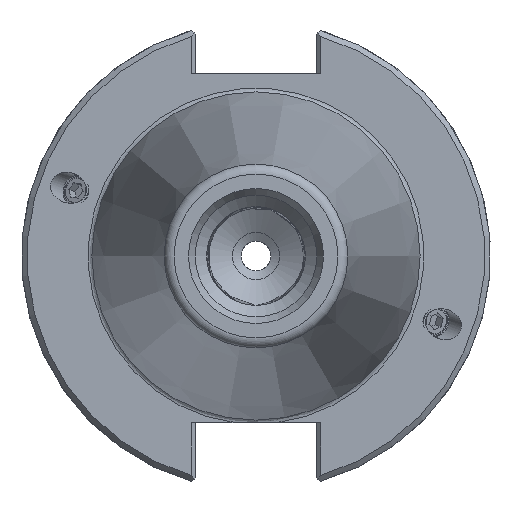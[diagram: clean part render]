
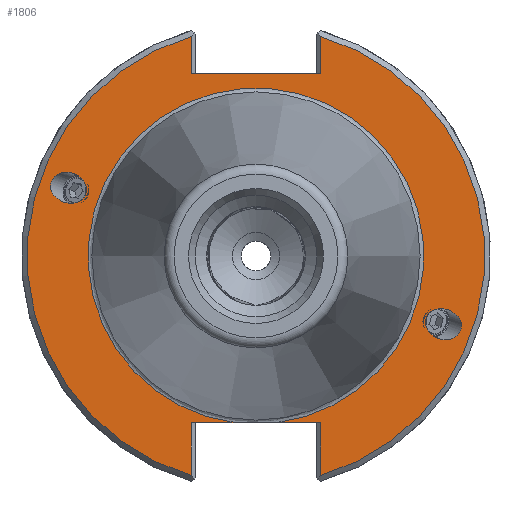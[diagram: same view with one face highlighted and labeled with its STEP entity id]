
A CAD part, left-side view. The second image highlights one B-rep face of the part: STEP entity #1806.
In plain terms, the highlighted planar face has unit normal (-1, 0, 0).
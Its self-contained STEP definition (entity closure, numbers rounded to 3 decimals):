
#642=CARTESIAN_POINT('',(3.175,-23.02,-8.379));
#643=VERTEX_POINT('',#642);
#644=CARTESIAN_POINT('',(3.175,-25.372,-9.235));
#645=DIRECTION('',(1.0,0.0,0.0));
#646=DIRECTION('',(0.0,-0.94,-0.342));
#647=AXIS2_PLACEMENT_3D('',#644,#645,#646);
#648=ELLIPSE('',#647,2.503,2.05);
#649=EDGE_CURVE('',#643,#643,#648,.T.);
#722=CARTESIAN_POINT('',(3.175,23.02,8.379));
#723=VERTEX_POINT('',#722);
#724=CARTESIAN_POINT('',(3.175,25.372,9.235));
#725=DIRECTION('',(1.0,0.0,0.0));
#726=DIRECTION('',(0.0,0.94,0.342));
#727=AXIS2_PLACEMENT_3D('',#724,#725,#726);
#728=ELLIPSE('',#727,2.503,2.05);
#729=EDGE_CURVE('',#723,#723,#728,.T.);
#1140=CARTESIAN_POINT('',(3.175,8.763,24.689));
#1141=VERTEX_POINT('',#1140);
#1148=CARTESIAN_POINT('',(3.175,-8.763,24.689));
#1149=VERTEX_POINT('',#1148);
#1150=CARTESIAN_POINT('',(3.175,8.763,24.689));
#1151=DIRECTION('',(0.0,-1.0,0.0));
#1152=VECTOR('',#1151,17.526);
#1153=LINE('',#1150,#1152);
#1154=EDGE_CURVE('',#1141,#1149,#1153,.T.);
#1676=CARTESIAN_POINT('',(3.175,-2.838,-22.555));
#1677=VERTEX_POINT('',#1676);
#1678=CARTESIAN_POINT('',(3.175,2.838,-22.555));
#1679=VERTEX_POINT('',#1678);
#1708=CARTESIAN_POINT('',(3.175,0.0,0.0));
#1709=DIRECTION('',(-1.0,0.0,0.0));
#1710=DIRECTION('',(0.0,-1.0,0.0));
#1711=AXIS2_PLACEMENT_3D('',#1708,#1709,#1710);
#1712=CIRCLE('',#1711,22.733);
#1713=EDGE_CURVE('',#1677,#1679,#1712,.T.);
#1729=CARTESIAN_POINT('',(3.175,26.987,0.0));
#1730=DIRECTION('',(-1.0,0.0,0.0));
#1731=DIRECTION('',(0.0,0.0,1.0));
#1732=AXIS2_PLACEMENT_3D('',#1729,#1730,#1731);
#1733=PLANE('',#1732);
#1734=ORIENTED_EDGE('',*,*,#1713,.F.);
#1735=CARTESIAN_POINT('',(3.175,-8.763,-22.555));
#1736=VERTEX_POINT('',#1735);
#1737=CARTESIAN_POINT('',(3.175,-8.763,-22.555));
#1738=DIRECTION('',(0.0,1.0,0.0));
#1739=VECTOR('',#1738,5.925);
#1740=LINE('',#1737,#1739);
#1741=EDGE_CURVE('',#1736,#1677,#1740,.T.);
#1742=ORIENTED_EDGE('',*,*,#1741,.F.);
#1743=CARTESIAN_POINT('',(3.175,-8.763,-29.723));
#1744=VERTEX_POINT('',#1743);
#1745=CARTESIAN_POINT('',(3.175,-8.763,-29.723));
#1746=DIRECTION('',(0.0,0.0,1.0));
#1747=VECTOR('',#1746,7.168);
#1748=LINE('',#1745,#1747);
#1749=EDGE_CURVE('',#1744,#1736,#1748,.T.);
#1750=ORIENTED_EDGE('',*,*,#1749,.F.);
#1751=CARTESIAN_POINT('',(3.175,-8.763,29.723));
#1752=VERTEX_POINT('',#1751);
#1753=CARTESIAN_POINT('',(3.175,0.0,0.0));
#1754=DIRECTION('',(1.0,0.0,0.0));
#1755=DIRECTION('',(0.0,-1.0,0.0));
#1756=AXIS2_PLACEMENT_3D('',#1753,#1754,#1755);
#1757=CIRCLE('',#1756,30.988);
#1758=EDGE_CURVE('',#1752,#1744,#1757,.T.);
#1759=ORIENTED_EDGE('',*,*,#1758,.F.);
#1760=CARTESIAN_POINT('',(3.175,-8.763,24.689));
#1761=DIRECTION('',(0.0,0.0,1.0));
#1762=VECTOR('',#1761,5.034);
#1763=LINE('',#1760,#1762);
#1764=EDGE_CURVE('',#1149,#1752,#1763,.T.);
#1765=ORIENTED_EDGE('',*,*,#1764,.F.);
#1766=ORIENTED_EDGE('',*,*,#1154,.F.);
#1767=CARTESIAN_POINT('',(3.175,8.763,29.723));
#1768=VERTEX_POINT('',#1767);
#1769=CARTESIAN_POINT('',(3.175,8.763,29.723));
#1770=DIRECTION('',(0.0,0.0,-1.0));
#1771=VECTOR('',#1770,5.034);
#1772=LINE('',#1769,#1771);
#1773=EDGE_CURVE('',#1768,#1141,#1772,.T.);
#1774=ORIENTED_EDGE('',*,*,#1773,.F.);
#1775=CARTESIAN_POINT('',(3.175,8.763,-29.723));
#1776=VERTEX_POINT('',#1775);
#1777=CARTESIAN_POINT('',(3.175,0.0,0.0));
#1778=DIRECTION('',(1.0,0.0,0.0));
#1779=DIRECTION('',(0.0,1.0,0.0));
#1780=AXIS2_PLACEMENT_3D('',#1777,#1778,#1779);
#1781=CIRCLE('',#1780,30.988);
#1782=EDGE_CURVE('',#1776,#1768,#1781,.T.);
#1783=ORIENTED_EDGE('',*,*,#1782,.F.);
#1784=CARTESIAN_POINT('',(3.175,8.763,-22.555));
#1785=VERTEX_POINT('',#1784);
#1786=CARTESIAN_POINT('',(3.175,8.763,-22.555));
#1787=DIRECTION('',(0.0,0.0,-1.0));
#1788=VECTOR('',#1787,7.168);
#1789=LINE('',#1786,#1788);
#1790=EDGE_CURVE('',#1785,#1776,#1789,.T.);
#1791=ORIENTED_EDGE('',*,*,#1790,.F.);
#1792=CARTESIAN_POINT('',(3.175,2.838,-22.555));
#1793=DIRECTION('',(0.0,1.0,0.0));
#1794=VECTOR('',#1793,5.925);
#1795=LINE('',#1792,#1794);
#1796=EDGE_CURVE('',#1679,#1785,#1795,.T.);
#1797=ORIENTED_EDGE('',*,*,#1796,.F.);
#1798=EDGE_LOOP('',(#1734,#1742,#1750,#1759,#1765,#1766,#1774,#1783,#1791,#1797));
#1799=FACE_OUTER_BOUND('',#1798,.T.);
#1800=ORIENTED_EDGE('',*,*,#649,.T.);
#1801=EDGE_LOOP('',(#1800));
#1802=FACE_BOUND('',#1801,.T.);
#1803=ORIENTED_EDGE('',*,*,#729,.T.);
#1804=EDGE_LOOP('',(#1803));
#1805=FACE_BOUND('',#1804,.T.);
#1806=ADVANCED_FACE('',(#1799,#1802,#1805),#1733,.T.);
